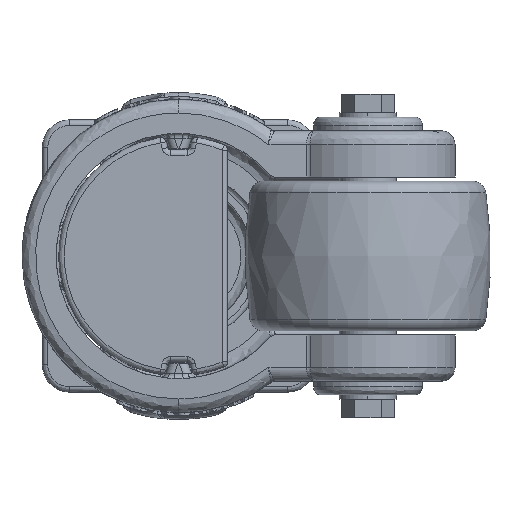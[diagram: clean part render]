
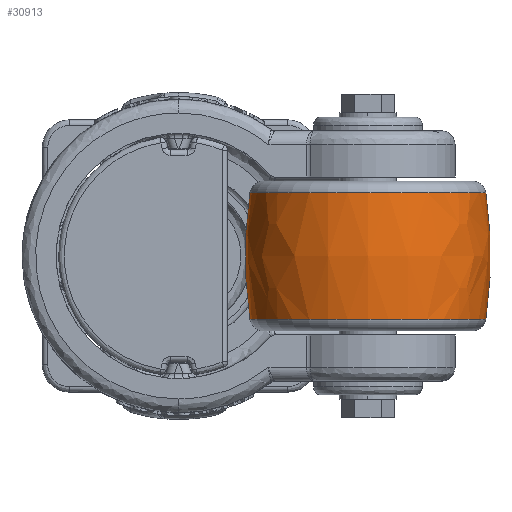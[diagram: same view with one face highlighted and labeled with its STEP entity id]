
A CAD part, front view. The second image highlights one B-rep face of the part: STEP entity #30913.
In plain terms, the highlighted free-form (B-spline) face has degree [3, 3] with [6, 4] control points.
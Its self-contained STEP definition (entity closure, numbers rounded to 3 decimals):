
#224 = CARTESIAN_POINT ( 'NONE',  ( 72.338, 23.5, 7.294 ) ) ;
#919 =( BOUNDED_SURFACE ( )  B_SPLINE_SURFACE ( 3, 3, ( 
 ( #5211, #21696, #50624, #5483 ),
 ( #21965, #17904, #34424, #47644 ),
 ( #43839, #44118, #39544, #35237 ),
 ( #22769, #18447, #27114, #40085 ),
 ( #11438, #19519, #52514, #48182 ),
 ( #47918, #34974, #31175, #51429 ) ),
 .UNSPECIFIED., .F., .F., .F. ) 
 B_SPLINE_SURFACE_WITH_KNOTS ( ( 4, 2, 4 ),
 ( 4, 4 ),
 ( 0., 0.5, 1. ),
 ( 0., 1. ),
 .UNSPECIFIED. ) 
 GEOMETRIC_REPRESENTATION_ITEM ( )  RATIONAL_B_SPLINE_SURFACE ( (
 ( 1., 0.333, 0.333, 1.),
 ( 1., 0.333, 0.333, 1.),
 ( 1., 0.333, 0.333, 1.),
 ( 1., 0.333, 0.333, 1.),
 ( 1., 0.333, 0.333, 1.),
 ( 1., 0.333, 0.333, 1.) ) ) 
 REPRESENTATION_ITEM ( '' )  SURFACE ( )  );
#1847 = CARTESIAN_POINT ( 'NONE',  ( 27.338, 23.5, 22.738 ) ) ;
#1966 = FACE_OUTER_BOUND ( 'NONE', #4470, .T. ) ;
#3108 = EDGE_CURVE ( 'NONE', #51426, #42264, #13075, .T. ) ;
#4470 = EDGE_LOOP ( 'NONE', ( #40538, #41044, #20349, #9653 ) ) ;
#4801 = CARTESIAN_POINT ( 'NONE',  ( 71.766, 23.5, -16.056 ) ) ;
#5211 = CARTESIAN_POINT ( 'NONE',  ( -15.965, 23.5, 22.738 ) ) ;
#5483 = CARTESIAN_POINT ( 'NONE',  ( 70.64, 23.5, 22.738 ) ) ;
#5757 = CARTESIAN_POINT ( 'NONE',  ( -17.09, 23.5, 15.078 ) ) ;
#6432 = EDGE_CURVE ( 'NONE', #51426, #36083, #42615, .T. ) ;
#9653 = ORIENTED_EDGE ( 'NONE', *, *, #6432, .F. ) ;
#9827 = CARTESIAN_POINT ( 'NONE',  ( -17.662, 23.5, -8.273 ) ) ;
#10096 = CARTESIAN_POINT ( 'NONE',  ( -15.965, 23.5, 22.738 ) ) ;
#11438 = CARTESIAN_POINT ( 'NONE',  ( -17.09, 23.5, -16.056 ) ) ;
#12379 = CARTESIAN_POINT ( 'NONE',  ( 27.338, 23.5, -23.716 ) ) ;
#13075 = CIRCLE ( 'NONE', #18213, 43.302 ) ;
#16086 = CARTESIAN_POINT ( 'NONE',  ( 70.64, 23.5, -23.716 ) ) ;
#16719 = CARTESIAN_POINT ( 'NONE',  ( 72.338, 23.5, -8.273 ) ) ;
#17904 = CARTESIAN_POINT ( 'NONE',  ( -17.09, -65.356, 15.078 ) ) ;
#18213 = AXIS2_PLACEMENT_3D ( 'NONE', #1847, #47005, #22930 ) ;
#18447 = CARTESIAN_POINT ( 'NONE',  ( -17.662, -66.5, -8.273 ) ) ;
#19519 = CARTESIAN_POINT ( 'NONE',  ( -17.09, -65.356, -16.056 ) ) ;
#20349 = ORIENTED_EDGE ( 'NONE', *, *, #44255, .T. ) ;
#20722 = DIRECTION ( 'NONE',  ( 0., 0., 1. ) ) ;
#20752 = CARTESIAN_POINT ( 'NONE',  ( 70.64, 23.5, 22.738 ) ) ;
#21696 = CARTESIAN_POINT ( 'NONE',  ( -15.965, -63.105, 22.738 ) ) ;
#21965 = CARTESIAN_POINT ( 'NONE',  ( -17.09, 23.5, 15.078 ) ) ;
#22049 = DIRECTION ( 'NONE',  ( 1., 0., 0. ) ) ;
#22243 = CARTESIAN_POINT ( 'NONE',  ( -17.09, 23.5, -16.056 ) ) ;
#22444 = EDGE_CURVE ( 'NONE', #42264, #27051, #26433, .T. ) ;
#22769 = CARTESIAN_POINT ( 'NONE',  ( -17.662, 23.5, -8.273 ) ) ;
#22930 = DIRECTION ( 'NONE',  ( 1., 0., 0. ) ) ;
#24298 = CARTESIAN_POINT ( 'NONE',  ( -15.965, 23.5, 22.738 ) ) ;
#26433 = B_SPLINE_CURVE_WITH_KNOTS ( 'NONE', 3,
 ( #10096, #5757, #39027, #9827, #22243, #34713 ),
 .UNSPECIFIED., .F., .F.,
 ( 4, 2, 4 ),
 ( 0.078, 0.5, 0.922 ),
 .UNSPECIFIED. ) ;
#27051 = VERTEX_POINT ( 'NONE', #42362 ) ;
#27114 = CARTESIAN_POINT ( 'NONE',  ( 72.338, -66.5, -8.273 ) ) ;
#27699 = CIRCLE ( 'NONE', #34602, 43.302 ) ;
#30913 = ADVANCED_FACE ( 'NONE', ( #1966 ), #919, .T. ) ;
#31175 = CARTESIAN_POINT ( 'NONE',  ( 70.64, -63.105, -23.716 ) ) ;
#32987 = CARTESIAN_POINT ( 'NONE',  ( 70.64, 23.5, 22.738 ) ) ;
#34013 = CARTESIAN_POINT ( 'NONE',  ( 70.64, 23.5, -23.716 ) ) ;
#34424 = CARTESIAN_POINT ( 'NONE',  ( 71.766, -65.356, 15.078 ) ) ;
#34602 = AXIS2_PLACEMENT_3D ( 'NONE', #12379, #20722, #22049 ) ;
#34713 = CARTESIAN_POINT ( 'NONE',  ( -15.965, 23.5, -23.716 ) ) ;
#34974 = CARTESIAN_POINT ( 'NONE',  ( -15.965, -63.105, -23.716 ) ) ;
#35237 = CARTESIAN_POINT ( 'NONE',  ( 72.338, 23.5, 7.294 ) ) ;
#36083 = VERTEX_POINT ( 'NONE', #16086 ) ;
#37295 = CARTESIAN_POINT ( 'NONE',  ( 71.766, 23.5, 15.078 ) ) ;
#39027 = CARTESIAN_POINT ( 'NONE',  ( -17.662, 23.5, 7.294 ) ) ;
#39544 = CARTESIAN_POINT ( 'NONE',  ( 72.338, -66.5, 7.294 ) ) ;
#40085 = CARTESIAN_POINT ( 'NONE',  ( 72.338, 23.5, -8.273 ) ) ;
#40538 = ORIENTED_EDGE ( 'NONE', *, *, #3108, .T. ) ;
#41044 = ORIENTED_EDGE ( 'NONE', *, *, #22444, .T. ) ;
#42264 = VERTEX_POINT ( 'NONE', #24298 ) ;
#42362 = CARTESIAN_POINT ( 'NONE',  ( -15.965, 23.5, -23.716 ) ) ;
#42615 = B_SPLINE_CURVE_WITH_KNOTS ( 'NONE', 3,
 ( #20752, #37295, #224, #16719, #4801, #34013 ),
 .UNSPECIFIED., .F., .F.,
 ( 4, 2, 4 ),
 ( 0.078, 0.5, 0.922 ),
 .UNSPECIFIED. ) ;
#43839 = CARTESIAN_POINT ( 'NONE',  ( -17.662, 23.5, 7.294 ) ) ;
#44118 = CARTESIAN_POINT ( 'NONE',  ( -17.662, -66.5, 7.294 ) ) ;
#44255 = EDGE_CURVE ( 'NONE', #27051, #36083, #27699, .T. ) ;
#47005 = DIRECTION ( 'NONE',  ( 0., 0., -1. ) ) ;
#47644 = CARTESIAN_POINT ( 'NONE',  ( 71.766, 23.5, 15.078 ) ) ;
#47918 = CARTESIAN_POINT ( 'NONE',  ( -15.965, 23.5, -23.716 ) ) ;
#48182 = CARTESIAN_POINT ( 'NONE',  ( 71.766, 23.5, -16.056 ) ) ;
#50624 = CARTESIAN_POINT ( 'NONE',  ( 70.64, -63.105, 22.738 ) ) ;
#51426 = VERTEX_POINT ( 'NONE', #32987 ) ;
#51429 = CARTESIAN_POINT ( 'NONE',  ( 70.64, 23.5, -23.716 ) ) ;
#52514 = CARTESIAN_POINT ( 'NONE',  ( 71.766, -65.356, -16.056 ) ) ;
